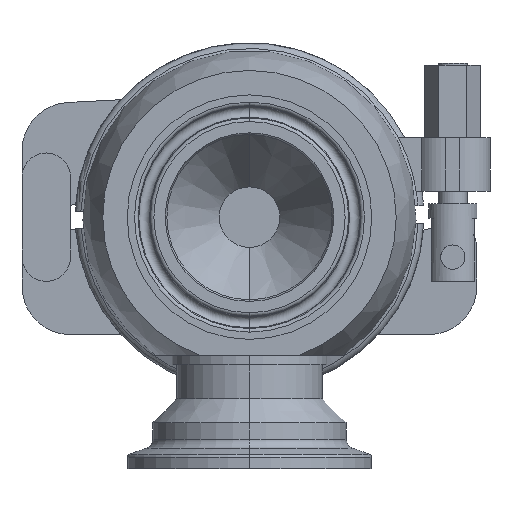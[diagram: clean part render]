
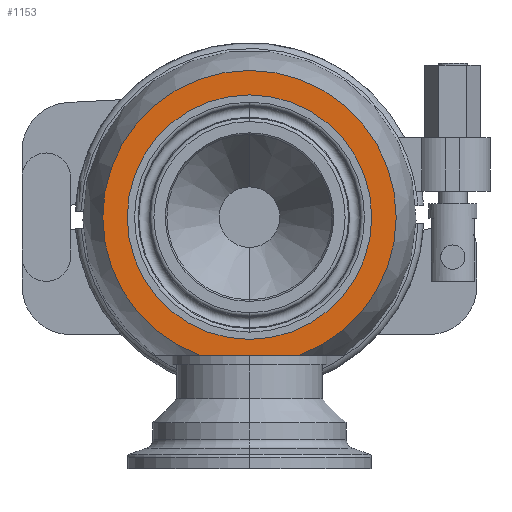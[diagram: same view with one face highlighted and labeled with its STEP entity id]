
A CAD part, front view. The second image highlights one B-rep face of the part: STEP entity #1153.
In plain terms, the highlighted planar face has unit normal (0, -1, 0).
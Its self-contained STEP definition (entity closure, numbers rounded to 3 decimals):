
#145=CARTESIAN_POINT('',(0.,-16.5,0.));
#146=DIRECTION('',(0.,-1.,0.));
#147=DIRECTION('',(0.,0.,-1.));
#148=AXIS2_PLACEMENT_3D('',#145,#146,#147);
#150=CARTESIAN_POINT('',(0.,-16.5,0.));
#151=DIRECTION('',(0.,1.,0.));
#152=DIRECTION('',(0.,0.,-1.));
#153=AXIS2_PLACEMENT_3D('',#150,#151,#152);
#155=DIRECTION('',(-1.,0.,0.));
#156=VECTOR('',#155,20.567);
#157=CARTESIAN_POINT('',(10.283,-16.5,-28.5));
#158=LINE('',#157,#156);
#630=CARTESIAN_POINT('',(0.,-16.5,0.));
#631=DIRECTION('',(0.,-1.,0.));
#632=DIRECTION('',(0.339,0.,-0.941));
#633=AXIS2_PLACEMENT_3D('',#630,#631,#632);
#802=CARTESIAN_POINT('',(10.283,-16.5,-28.5));
#803=CARTESIAN_POINT('',(-10.283,-16.5,-28.5));
#804=VERTEX_POINT('',#802);
#805=VERTEX_POINT('',#803);
#878=CARTESIAN_POINT('',(0.,-16.5,-24.));
#879=VERTEX_POINT('',#878);
#880=CARTESIAN_POINT('',(0.,-16.5,24.));
#881=VERTEX_POINT('',#880);
#1138=CARTESIAN_POINT('',(0.,-16.5,0.));
#1139=DIRECTION('',(0.,-1.,0.));
#1140=DIRECTION('',(0.,0.,1.));
#1141=AXIS2_PLACEMENT_3D('',#1138,#1139,#1140);
#1142=PLANE('',#1141);
#1144=ORIENTED_EDGE('',*,*,#1143,.T.);
#1146=ORIENTED_EDGE('',*,*,#1145,.F.);
#1147=EDGE_LOOP('',(#1144,#1146));
#1148=FACE_OUTER_BOUND('',#1147,.F.);
#1149=ORIENTED_EDGE('',*,*,#1120,.T.);
#1150=ORIENTED_EDGE('',*,*,#1131,.F.);
#1151=EDGE_LOOP('',(#1149,#1150));
#1152=FACE_BOUND('',#1151,.F.);
#1153=ADVANCED_FACE('',(#1148,#1152),#1142,.T.);
#149=CIRCLE('',#148,24.);
#154=CIRCLE('',#153,24.);
#634=CIRCLE('',#633,30.299);
#1120=EDGE_CURVE('',#879,#881,#149,.T.);
#1131=EDGE_CURVE('',#879,#881,#154,.T.);
#1143=EDGE_CURVE('',#804,#805,#158,.T.);
#1145=EDGE_CURVE('',#804,#805,#634,.T.);
